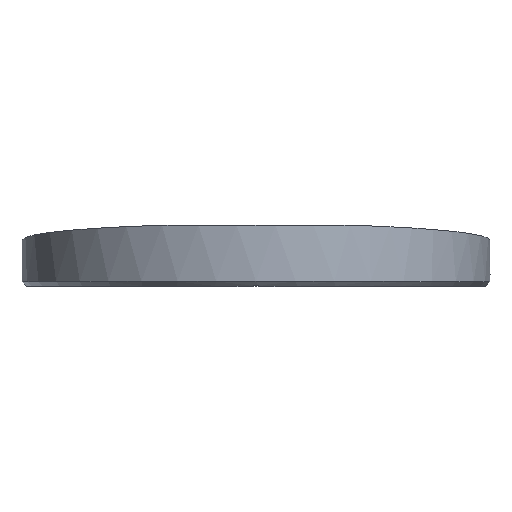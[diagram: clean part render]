
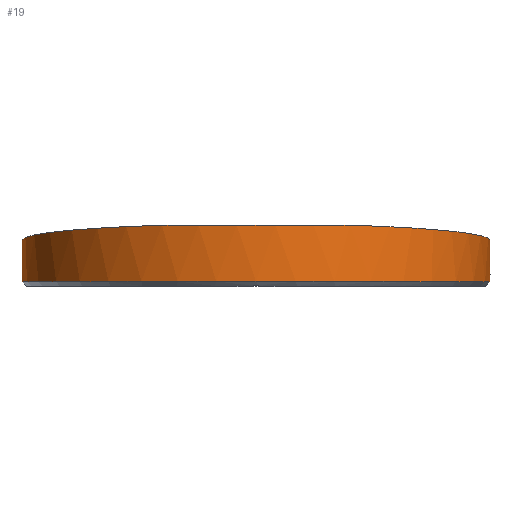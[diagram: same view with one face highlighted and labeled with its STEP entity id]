
A CAD part, top view. The second image highlights one B-rep face of the part: STEP entity #19.
In plain terms, the highlighted cylindrical face has radius 12.7 mm (diameter 25.4 mm), a full revolution.
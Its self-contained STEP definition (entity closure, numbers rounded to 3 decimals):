
#6 = CARTESIAN_POINT ( 'NONE',  ( 0., 0.65, 0. ) ) ;
#8 = CIRCLE ( 'NONE', #203, 12.7 ) ;
#10 = DIRECTION ( 'NONE',  ( 0., -1., 0. ) ) ;
#19 = ADVANCED_FACE ( 'NONE', ( #340, #642 ), #719, .T. ) ;
#20 = DIRECTION ( 'NONE',  ( 0., 0., -1. ) ) ;
#22 = VERTEX_POINT ( 'NONE', #160 ) ;
#23 = CARTESIAN_POINT ( 'NONE',  ( -21.239, 2.82, 4.544 ) ) ;
#44 = LINE ( 'NONE', #328, #386 ) ;
#51 = CARTESIAN_POINT ( 'NONE',  ( -12.692, 0.25, -0.45 ) ) ;
#59 = ORIENTED_EDGE ( 'NONE', *, *, #701, .T. ) ;
#71 = VERTEX_POINT ( 'NONE', #51 ) ;
#83 = DIRECTION ( 'NONE',  ( 0., 0., -1. ) ) ;
#84 = AXIS2_PLACEMENT_3D ( 'NONE', #202, #625, #83 ) ;
#106 = ORIENTED_EDGE ( 'NONE', *, *, #782, .T. ) ;
#118 = CIRCLE ( 'NONE', #660, 12.7 ) ;
#143 = EDGE_CURVE ( 'NONE', #313, #571, #177, .T. ) ;
#151 = CIRCLE ( 'NONE', #596, 12.7 ) ;
#160 = CARTESIAN_POINT ( 'NONE',  ( 12.692, 0.25, 0.45 ) ) ;
#172 = CARTESIAN_POINT ( 'NONE',  ( 12.692, 0.65, 0.45 ) ) ;
#173 = DIRECTION ( 'NONE',  ( 0., 0., -1. ) ) ;
#176 = DIRECTION ( 'NONE',  ( 0., 0., -1. ) ) ;
#177 =( BOUNDED_CURVE ( )  B_SPLINE_CURVE ( 3, ( #623, #23, #740, #250, #195, #436, #373 ),
 .UNSPECIFIED., .F., .T. ) 
 B_SPLINE_CURVE_WITH_KNOTS ( ( 4, 3, 4 ),
 ( 3.555, 6.283, 9.011 ),
 .UNSPECIFIED. ) 
 CURVE ( )  GEOMETRIC_REPRESENTATION_ITEM ( )  RATIONAL_B_SPLINE_CURVE ( ( 1., 0.47, 0.47, 1., 0.47, 0.47, 1. ) ) 
 REPRESENTATION_ITEM ( '' )  );
#186 = CIRCLE ( 'NONE', #461, 12.7 ) ;
#195 = CARTESIAN_POINT ( 'NONE',  ( 17.62, 1.65, -12.7 ) ) ;
#202 = CARTESIAN_POINT ( 'NONE',  ( 0., 3.3, 0. ) ) ;
#203 = AXIS2_PLACEMENT_3D ( 'NONE', #6, #610, #599 ) ;
#204 = ORIENTED_EDGE ( 'NONE', *, *, #769, .T. ) ;
#219 = EDGE_CURVE ( 'NONE', #571, #313, #424, .T. ) ;
#226 = DIRECTION ( 'NONE',  ( 0., 1., 0. ) ) ;
#235 = EDGE_CURVE ( 'NONE', #611, #22, #186, .T. ) ;
#237 = ORIENTED_EDGE ( 'NONE', *, *, #235, .T. ) ;
#250 = CARTESIAN_POINT ( 'NONE',  ( 0., 1.65, -12.7 ) ) ;
#262 = CARTESIAN_POINT ( 'NONE',  ( 0., 0.25, 0. ) ) ;
#267 = CARTESIAN_POINT ( 'NONE',  ( 5.106, 3.3, 11.628 ) ) ;
#269 = VERTEX_POINT ( 'NONE', #317 ) ;
#273 = CARTESIAN_POINT ( 'NONE',  ( -12.692, 0.25, 0.45 ) ) ;
#277 = DIRECTION ( 'NONE',  ( 0., -1., 0. ) ) ;
#278 = CARTESIAN_POINT ( 'NONE',  ( 12.692, 3.3, 0.45 ) ) ;
#291 = DIRECTION ( 'NONE',  ( 0., -1., 0. ) ) ;
#313 = VERTEX_POINT ( 'NONE', #697 ) ;
#317 = CARTESIAN_POINT ( 'NONE',  ( 12.692, 0.25, -0.45 ) ) ;
#320 = EDGE_CURVE ( 'NONE', #22, #553, #387, .T. ) ;
#328 = CARTESIAN_POINT ( 'NONE',  ( -12.692, 0.65, -0.45 ) ) ;
#330 = DIRECTION ( 'NONE',  ( 0., 1., 0. ) ) ;
#332 = CARTESIAN_POINT ( 'NONE',  ( 12.692, 0.65, -0.45 ) ) ;
#335 = CARTESIAN_POINT ( 'NONE',  ( 0., 3.3, 0. ) ) ;
#340 = FACE_OUTER_BOUND ( 'NONE', #711, .T. ) ;
#360 = ORIENTED_EDGE ( 'NONE', *, *, #559, .T. ) ;
#367 = ORIENTED_EDGE ( 'NONE', *, *, #219, .T. ) ;
#371 = VERTEX_POINT ( 'NONE', #584 ) ;
#373 = CARTESIAN_POINT ( 'NONE',  ( 5.106, 3.3, 11.628 ) ) ;
#386 = VECTOR ( 'NONE', #226, 1000. ) ;
#387 = LINE ( 'NONE', #278, #435 ) ;
#394 = DIRECTION ( 'NONE',  ( 0., 0., -1. ) ) ;
#402 = CARTESIAN_POINT ( 'NONE',  ( 12.692, 3.3, -0.45 ) ) ;
#415 = ORIENTED_EDGE ( 'NONE', *, *, #320, .T. ) ;
#424 = CIRCLE ( 'NONE', #84, 12.7 ) ;
#430 = ORIENTED_EDGE ( 'NONE', *, *, #572, .T. ) ;
#435 = VECTOR ( 'NONE', #330, 1000. ) ;
#436 = CARTESIAN_POINT ( 'NONE',  ( 21.239, 2.82, 4.544 ) ) ;
#441 = EDGE_LOOP ( 'NONE', ( #204, #237, #415, #106, #777, #430, #360, #59 ) ) ;
#449 = LINE ( 'NONE', #402, #693 ) ;
#452 = VECTOR ( 'NONE', #10, 1000. ) ;
#454 = CARTESIAN_POINT ( 'NONE',  ( 0., 0.25, 0. ) ) ;
#461 = AXIS2_PLACEMENT_3D ( 'NONE', #262, #504, #20 ) ;
#486 = ORIENTED_EDGE ( 'NONE', *, *, #143, .T. ) ;
#504 = DIRECTION ( 'NONE',  ( 0., 1., 0. ) ) ;
#527 = VERTEX_POINT ( 'NONE', #668 ) ;
#544 = DIRECTION ( 'NONE',  ( 0., 1., 0. ) ) ;
#553 = VERTEX_POINT ( 'NONE', #172 ) ;
#559 = EDGE_CURVE ( 'NONE', #71, #527, #44, .T. ) ;
#571 = VERTEX_POINT ( 'NONE', #267 ) ;
#572 = EDGE_CURVE ( 'NONE', #269, #71, #151, .T. ) ;
#584 = CARTESIAN_POINT ( 'NONE',  ( -12.692, 0.65, 0.45 ) ) ;
#585 = EDGE_CURVE ( 'NONE', #655, #269, #449, .T. ) ;
#596 = AXIS2_PLACEMENT_3D ( 'NONE', #454, #776, #394 ) ;
#599 = DIRECTION ( 'NONE',  ( 0., 0., -1. ) ) ;
#610 = DIRECTION ( 'NONE',  ( 0., 1., 0. ) ) ;
#611 = VERTEX_POINT ( 'NONE', #273 ) ;
#623 = CARTESIAN_POINT ( 'NONE',  ( -5.106, 3.3, 11.628 ) ) ;
#625 = DIRECTION ( 'NONE',  ( 0., -1., 0. ) ) ;
#642 = FACE_OUTER_BOUND ( 'NONE', #441, .T. ) ;
#655 = VERTEX_POINT ( 'NONE', #332 ) ;
#656 = CARTESIAN_POINT ( 'NONE',  ( -12.692, 0., 0.45 ) ) ;
#660 = AXIS2_PLACEMENT_3D ( 'NONE', #714, #544, #176 ) ;
#668 = CARTESIAN_POINT ( 'NONE',  ( -12.692, 0.65, -0.45 ) ) ;
#693 = VECTOR ( 'NONE', #277, 1000. ) ;
#697 = CARTESIAN_POINT ( 'NONE',  ( -5.106, 3.3, 11.628 ) ) ;
#701 = EDGE_CURVE ( 'NONE', #527, #371, #8, .T. ) ;
#711 = EDGE_LOOP ( 'NONE', ( #486, #367 ) ) ;
#714 = CARTESIAN_POINT ( 'NONE',  ( 0., 0.65, 0. ) ) ;
#719 = CYLINDRICAL_SURFACE ( 'NONE', #768, 12.7 ) ;
#720 = LINE ( 'NONE', #656, #452 ) ;
#740 = CARTESIAN_POINT ( 'NONE',  ( -17.62, 1.65, -12.7 ) ) ;
#768 = AXIS2_PLACEMENT_3D ( 'NONE', #335, #291, #173 ) ;
#769 = EDGE_CURVE ( 'NONE', #371, #611, #720, .T. ) ;
#776 = DIRECTION ( 'NONE',  ( 0., 1., 0. ) ) ;
#777 = ORIENTED_EDGE ( 'NONE', *, *, #585, .T. ) ;
#782 = EDGE_CURVE ( 'NONE', #553, #655, #118, .T. ) ;
